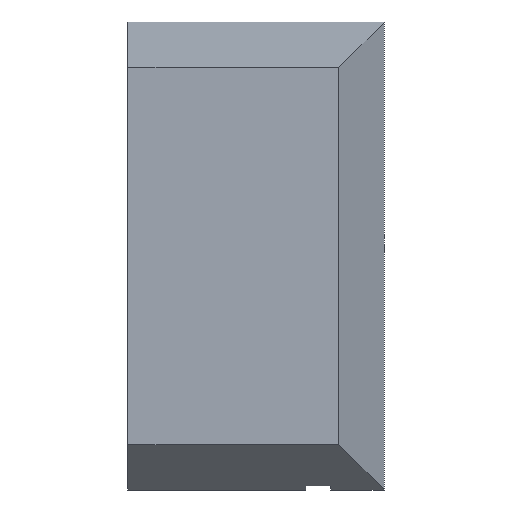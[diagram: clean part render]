
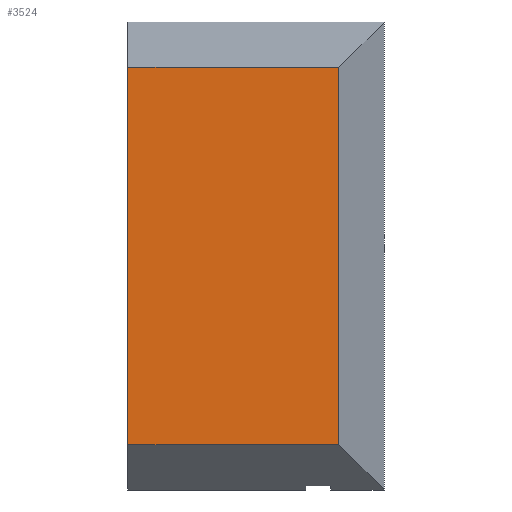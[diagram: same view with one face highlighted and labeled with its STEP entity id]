
A CAD part, left-side view. The second image highlights one B-rep face of the part: STEP entity #3524.
In plain terms, the highlighted planar face has unit normal (-1, 0, 0).
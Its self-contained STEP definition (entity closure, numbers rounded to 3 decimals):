
#166=FACE_OUTER_BOUND('',#344,.T.);
#344=EDGE_LOOP('',(#2780,#2781,#2782,#2783));
#753=LINE('',#5339,#1240);
#754=LINE('',#5341,#1241);
#755=LINE('',#5343,#1242);
#756=LINE('',#5344,#1243);
#1240=VECTOR('',#4354,10.);
#1241=VECTOR('',#4355,10.);
#1242=VECTOR('',#4356,10.);
#1243=VECTOR('',#4357,10.);
#1619=VERTEX_POINT('',#5337);
#1620=VERTEX_POINT('',#5338);
#1621=VERTEX_POINT('',#5340);
#1622=VERTEX_POINT('',#5342);
#2061=EDGE_CURVE('',#1619,#1620,#753,.T.);
#2062=EDGE_CURVE('',#1620,#1621,#754,.T.);
#2063=EDGE_CURVE('',#1621,#1622,#755,.T.);
#2064=EDGE_CURVE('',#1622,#1619,#756,.T.);
#2780=ORIENTED_EDGE('',*,*,#2061,.T.);
#2781=ORIENTED_EDGE('',*,*,#2062,.T.);
#2782=ORIENTED_EDGE('',*,*,#2063,.T.);
#2783=ORIENTED_EDGE('',*,*,#2064,.T.);
#3354=PLANE('',#3716);
#3524=ADVANCED_FACE('',(#166),#3354,.T.);
#3716=AXIS2_PLACEMENT_3D('',#5336,#4352,#4353);
#4352=DIRECTION('center_axis',(-1.,0.,0.));
#4353=DIRECTION('ref_axis',(0.,0.,1.));
#4354=DIRECTION('',(0.,-1.,0.));
#4355=DIRECTION('',(0.,0.,1.));
#4356=DIRECTION('',(0.,1.,0.));
#4357=DIRECTION('',(0.,0.,-1.));
#5336=CARTESIAN_POINT('Origin',(64.741,0.,131.638));
#5337=CARTESIAN_POINT('',(64.741,6.2,40.038));
#5338=CARTESIAN_POINT('',(64.741,-45.,40.038));
#5339=CARTESIAN_POINT('',(64.741,0.,40.038));
#5340=CARTESIAN_POINT('',(64.741,-45.,131.638));
#5341=CARTESIAN_POINT('',(64.741,-45.,131.638));
#5342=CARTESIAN_POINT('',(64.741,6.2,131.638));
#5343=CARTESIAN_POINT('',(64.741,0.,131.638));
#5344=CARTESIAN_POINT('',(64.741,6.2,41.838));
